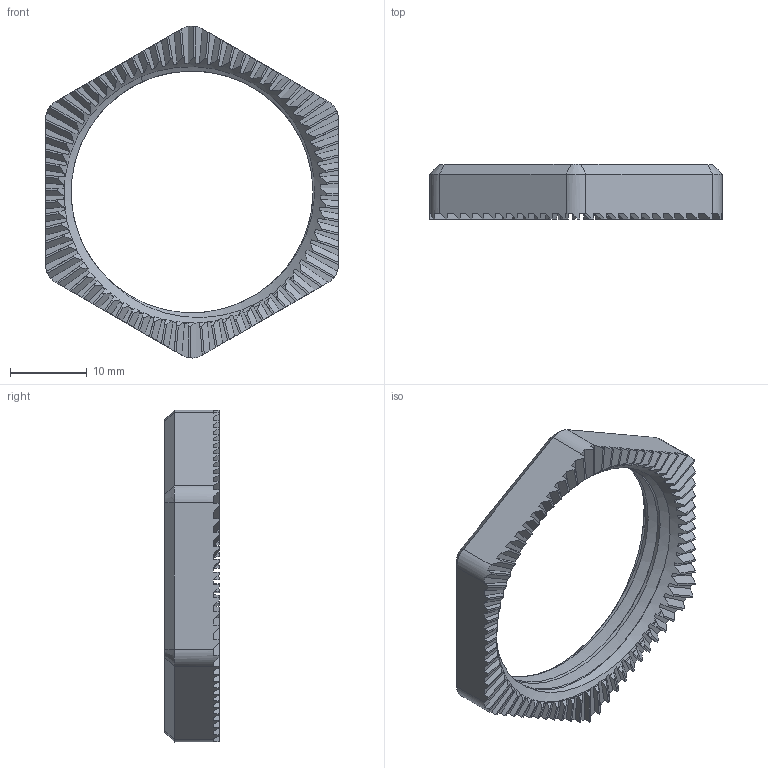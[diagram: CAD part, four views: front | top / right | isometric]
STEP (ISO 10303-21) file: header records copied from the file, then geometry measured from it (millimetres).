
FILE_DESCRIPTION((''),'2;1');
FILE_NAME('C02-1010-B_NCF','2020-02-20T11:54:16',('jwisneski'),(''),'CREO PARAMETRIC BY PTC INC, 2017110','CREO PARAMETRIC BY PTC INC, 2017110','');
FILE_SCHEMA(('CONFIG_CONTROL_DESIGN'));
Length unit declared in the file: inch
Products named in the file (1): C02-1010-B_NCF
Bounding box: 38.1 x 7.11 x 43.21 mm (x, y, z)
Volume: 2591.6 mm3; surface area: 2843.9 mm2
Topology: 1 solids, 1 shells, 373 faces, 1099 edges, 727 vertices
Faces by surface type: plane 301, cone 32, bspline 30, cylinder 10
Entity records: 15071 total; most frequent: CARTESIAN_POINT 5693, ORIENTED_EDGE 2198, DIRECTION 1607, EDGE_CURVE 1099, VERTEX_POINT 727, VECTOR 605, LINE 605, AXIS2_PLACEMENT_3D 501
